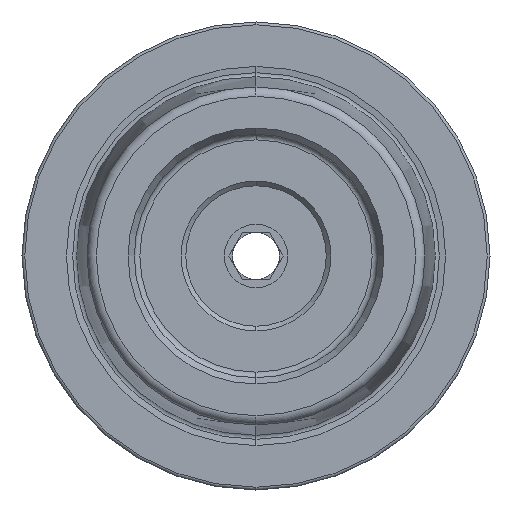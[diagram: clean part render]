
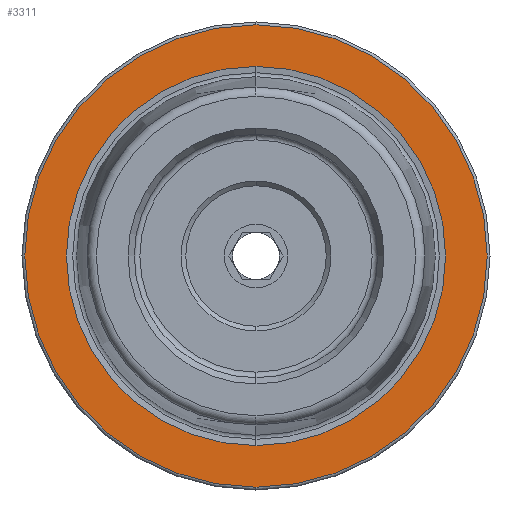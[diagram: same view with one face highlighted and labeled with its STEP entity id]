
A CAD part, left-side view. The second image highlights one B-rep face of the part: STEP entity #3311.
In plain terms, the highlighted planar face has unit normal (-1, 0, 0).
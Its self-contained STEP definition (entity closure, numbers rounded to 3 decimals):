
#41 = FACE_BOUND ( 'NONE', #2066, .T. ) ;
#43 = FACE_OUTER_BOUND ( 'NONE', #2062, .T. ) ;
#462 = ORIENTED_EDGE ( 'NONE', *, *, #1338, .T. ) ;
#463 = ORIENTED_EDGE ( 'NONE', *, *, #3238, .T. ) ;
#466 = ORIENTED_EDGE ( 'NONE', *, *, #3243, .F. ) ;
#467 = ORIENTED_EDGE ( 'NONE', *, *, #1339, .F. ) ;
#1132 = AXIS2_PLACEMENT_3D ( 'NONE', #3497, #3498, #3496 ) ;
#1133 = AXIS2_PLACEMENT_3D ( 'NONE', #3492, #3493, #3494 ) ;
#1338 = EDGE_CURVE ( 'NONE', #4156, #4181, #1625, .T. ) ;
#1339 = EDGE_CURVE ( 'NONE', #4175, #4245, #1616, .T. ) ;
#1616 = CIRCLE ( 'NONE', #1132, 20.258 ) ;
#1625 = CIRCLE ( 'NONE', #1133, 24.7 ) ;
#2062 = EDGE_LOOP ( 'NONE', ( #463, #462 ) ) ;
#2066 = EDGE_LOOP ( 'NONE', ( #467, #466 ) ) ;
#2441 = DIRECTION ( 'NONE',  ( 0., 0., 1. ) ) ;
#2443 = DIRECTION ( 'NONE',  ( -1., 0., 0. ) ) ;
#2444 = CARTESIAN_POINT ( 'NONE',  ( 0., 0., 0. ) ) ;
#2465 = DIRECTION ( 'NONE',  ( 0., 0., 1. ) ) ;
#2466 = DIRECTION ( 'NONE',  ( -1., 0., 0. ) ) ;
#2468 = CARTESIAN_POINT ( 'NONE',  ( 0., 0., 0. ) ) ;
#2685 = AXIS2_PLACEMENT_3D ( 'NONE', #2468, #2466, #2465 ) ;
#2695 = AXIS2_PLACEMENT_3D ( 'NONE', #2444, #2443, #2441 ) ;
#3066 = CIRCLE ( 'NONE', #2685, 24.7 ) ;
#3154 = CIRCLE ( 'NONE', #2695, 20.258 ) ;
#3238 = EDGE_CURVE ( 'NONE', #4181, #4156, #3066, .T. ) ;
#3243 = EDGE_CURVE ( 'NONE', #4245, #4175, #3154, .T. ) ;
#3311 = ADVANCED_FACE ( 'NONE', ( #41, #43 ), #3662, .F. ) ;
#3492 = CARTESIAN_POINT ( 'NONE',  ( 0., 0., 0. ) ) ;
#3493 = DIRECTION ( 'NONE',  ( -1., 0., 0. ) ) ;
#3494 = DIRECTION ( 'NONE',  ( 0., 0., 1. ) ) ;
#3496 = DIRECTION ( 'NONE',  ( 0., 0., 1. ) ) ;
#3497 = CARTESIAN_POINT ( 'NONE',  ( 0., 0., 0. ) ) ;
#3498 = DIRECTION ( 'NONE',  ( -1., 0., 0. ) ) ;
#3650 = DIRECTION ( 'NONE',  ( 1., 0., 0. ) ) ;
#3660 = CARTESIAN_POINT ( 'NONE',  ( 0., 24.7, 0. ) ) ;
#3662 = PLANE ( 'NONE',  #4104 ) ;
#3664 = DIRECTION ( 'NONE',  ( 0., 0., -1. ) ) ;
#3880 = CARTESIAN_POINT ( 'NONE',  ( 0., 0., -24.7 ) ) ;
#3886 = CARTESIAN_POINT ( 'NONE',  ( 0., 0., 20.258 ) ) ;
#3891 = CARTESIAN_POINT ( 'NONE',  ( 0., 0., 24.7 ) ) ;
#3925 = CARTESIAN_POINT ( 'NONE',  ( 0., 0., -20.258 ) ) ;
#4104 = AXIS2_PLACEMENT_3D ( 'NONE', #3660, #3650, #3664 ) ;
#4156 = VERTEX_POINT ( 'NONE', #3880 ) ;
#4175 = VERTEX_POINT ( 'NONE', #3886 ) ;
#4181 = VERTEX_POINT ( 'NONE', #3891 ) ;
#4245 = VERTEX_POINT ( 'NONE', #3925 ) ;
